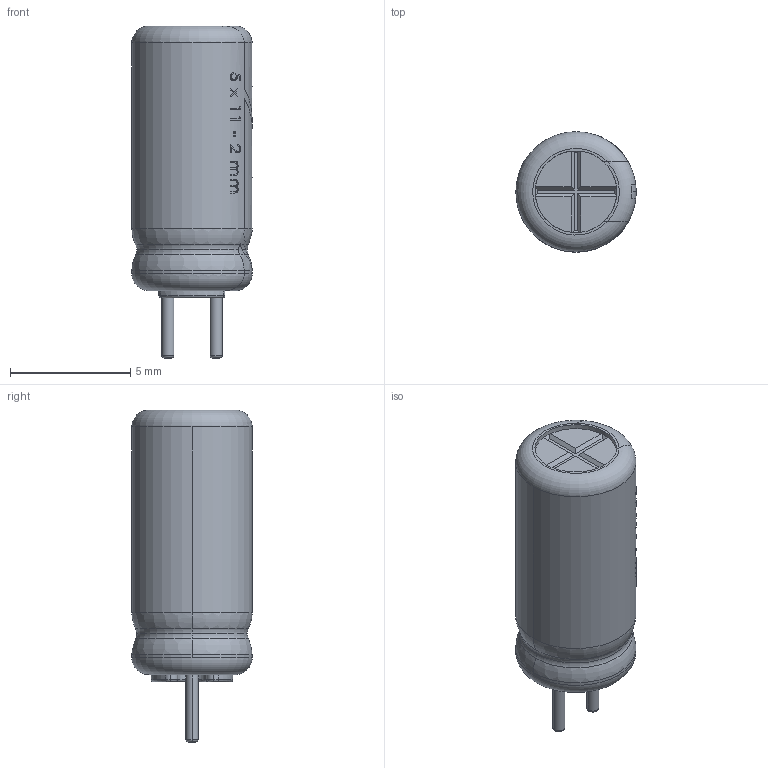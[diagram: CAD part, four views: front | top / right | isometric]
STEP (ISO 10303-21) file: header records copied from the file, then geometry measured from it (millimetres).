
FILE_DESCRIPTION (( 'STEP AP214' ), '1' );
FILE_NAME ('0FD8B8CD-5693-4F5F-AFB0-48A4853F558E.STEP', '2023-08-17T07:11:14', ( '' ), ( '' ), 'SwSTEP 2.0', 'SolidWorks 2022', '' );
FILE_SCHEMA (( 'AUTOMOTIVE_DESIGN' ));
Length unit declared in the file: millimetre
Products named in the file (1): 0FD8B8CD-5693-4F5F-AFB0-48A4853F558E
Bounding box: 5 x 5 x 13.8 mm (x, y, z)
Volume: 127.1 mm3; surface area: 343.4 mm2
Topology: 1 solids, 2 shells, 463 faces, 1210 edges, 790 vertices
Faces by surface type: plane 215, bspline 118, cylinder 77, torus 53
Entity records: 24836 total; most frequent: CARTESIAN_POINT 9294, ORIENTED_EDGE 2420, DIRECTION 1763, EDGE_CURVE 1210, VERTEX_POINT 790, AXIS2_PLACEMENT_3D 661, EDGE_LOOP 502, UNCERTAINTY_MEASURE_WITH_UNIT 466
